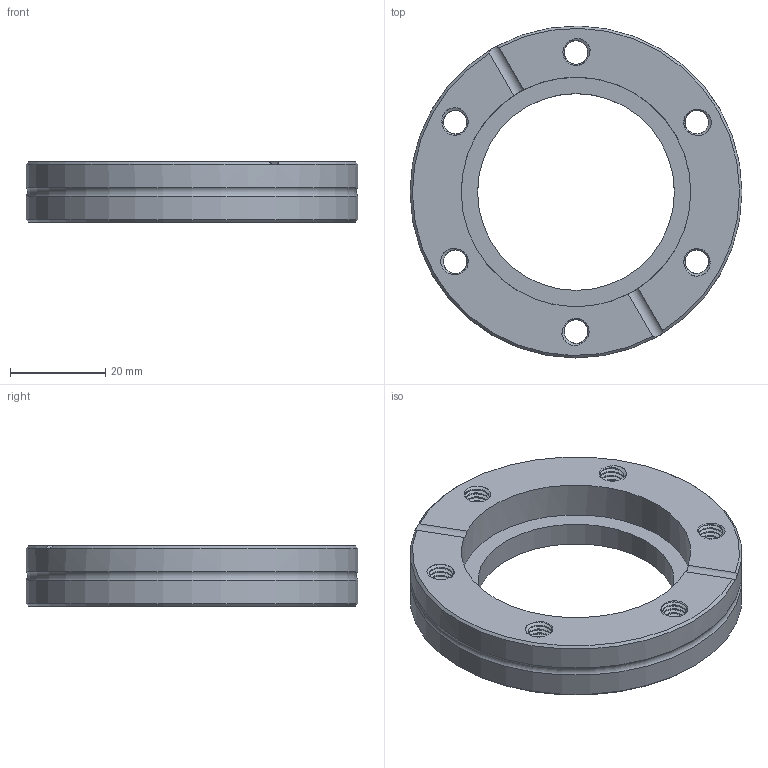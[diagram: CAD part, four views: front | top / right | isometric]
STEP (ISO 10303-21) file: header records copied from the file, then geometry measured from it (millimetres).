
FILE_DESCRIPTION (( 'STEP AP214' ), '1' );
FILE_NAME ('F35RT-01.STEP', '2022-02-21T12:07:08', ( '' ), ( '' ), 'SwSTEP 2.0', 'SolidWorks 2022', '' );
FILE_SCHEMA (( 'AUTOMOTIVE_DESIGN' ));
Length unit declared in the file: millimetre
Products named in the file (1): F35RT-01
Bounding box: 69.85 x 69.85 x 12.7 mm (x, y, z)
Volume: 25885.4 mm3; surface area: 11316.7 mm2
Topology: 1 solids, 1 shells, 50 faces, 141 edges, 93 vertices
Faces by surface type: bspline 18, cone 15, cylinder 12, plane 4, torus 1
Full cylindrical faces by diameter (mm): 41.4 x1, 48.31 x1, 69.85 x2
Entity records: 16118 total; most frequent: CARTESIAN_POINT 15041, ORIENTED_EDGE 266, DIRECTION 144, EDGE_CURVE 133, VERTEX_POINT 91, EDGE_LOOP 70, AXIS2_PLACEMENT_3D 70, B_SPLINE_CURVE_WITH_KNOTS 68
